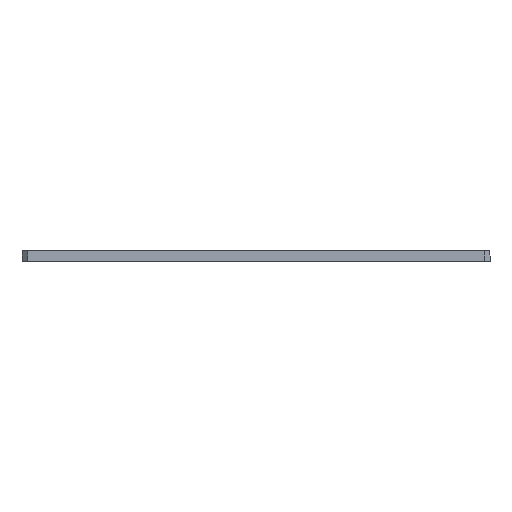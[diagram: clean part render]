
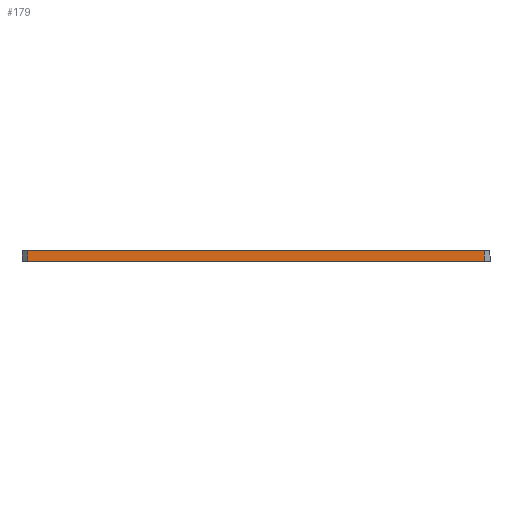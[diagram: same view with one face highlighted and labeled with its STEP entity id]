
A CAD part, front view. The second image highlights one B-rep face of the part: STEP entity #179.
In plain terms, the highlighted planar face has unit normal (0, -1, 0).
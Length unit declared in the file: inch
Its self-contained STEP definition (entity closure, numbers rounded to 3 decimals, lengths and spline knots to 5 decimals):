
#54 = CARTESIAN_POINT ( 'NONE',  ( 2.58671, -2.3375, 0.09 ) ) ;
#55 = DIRECTION ( 'NONE',  ( 0., 1., 0. ) ) ;
#146 = DIRECTION ( 'NONE',  ( 0., 0., 1. ) ) ;
#179 = ADVANCED_FACE ( 'NONE', ( #545 ), #474, .F. ) ;
#199 = VECTOR ( 'NONE', #864, 39.37008 ) ;
#204 = LINE ( 'NONE', #531, #199 ) ;
#215 = VECTOR ( 'NONE', #1075, 39.37008 ) ;
#222 = LINE ( 'NONE', #983, #215 ) ;
#225 = VECTOR ( 'NONE', #851, 39.37008 ) ;
#237 = LINE ( 'NONE', #914, #225 ) ;
#250 = VECTOR ( 'NONE', #146, 39.37008 ) ;
#256 = LINE ( 'NONE', #54, #250 ) ;
#393 = CARTESIAN_POINT ( 'NONE',  ( -1.43829, -2.3375, 0.09 ) ) ;
#474 = PLANE ( 'NONE',  #974 ) ;
#531 = CARTESIAN_POINT ( 'NONE',  ( 0., -2.3375, 0.09 ) ) ;
#545 = FACE_OUTER_BOUND ( 'NONE', #615, .T. ) ;
#615 = EDGE_LOOP ( 'NONE', ( #619, #757, #780, #717 ) ) ;
#619 = ORIENTED_EDGE ( 'NONE', *, *, #1092, .F. ) ;
#632 = CARTESIAN_POINT ( 'NONE',  ( -1.43829, -2.3375, 0. ) ) ;
#672 = VERTEX_POINT ( 'NONE', #1125 ) ;
#717 = ORIENTED_EDGE ( 'NONE', *, *, #941, .T. ) ;
#757 = ORIENTED_EDGE ( 'NONE', *, *, #1045, .T. ) ;
#780 = ORIENTED_EDGE ( 'NONE', *, *, #981, .T. ) ;
#851 = DIRECTION ( 'NONE',  ( 1., 0., 0. ) ) ;
#864 = DIRECTION ( 'NONE',  ( 1., 0., 0. ) ) ;
#874 = DIRECTION ( 'NONE',  ( -1., 0., 0. ) ) ;
#914 = CARTESIAN_POINT ( 'NONE',  ( 0., -2.3375, 0. ) ) ;
#941 = EDGE_CURVE ( 'NONE', #1129, #672, #256, .T. ) ;
#974 = AXIS2_PLACEMENT_3D ( 'NONE', #989, #55, #874 ) ;
#981 = EDGE_CURVE ( 'NONE', #992, #1129, #237, .T. ) ;
#983 = CARTESIAN_POINT ( 'NONE',  ( -1.43829, -2.3375, 0. ) ) ;
#989 = CARTESIAN_POINT ( 'NONE',  ( 0., -2.3375, 0.09 ) ) ;
#992 = VERTEX_POINT ( 'NONE', #632 ) ;
#1045 = EDGE_CURVE ( 'NONE', #1052, #992, #222, .T. ) ;
#1052 = VERTEX_POINT ( 'NONE', #393 ) ;
#1075 = DIRECTION ( 'NONE',  ( 0., 0., -1. ) ) ;
#1082 = CARTESIAN_POINT ( 'NONE',  ( 2.58671, -2.3375, 0. ) ) ;
#1092 = EDGE_CURVE ( 'NONE', #1052, #672, #204, .T. ) ;
#1125 = CARTESIAN_POINT ( 'NONE',  ( 2.58671, -2.3375, 0.09 ) ) ;
#1129 = VERTEX_POINT ( 'NONE', #1082 ) ;
